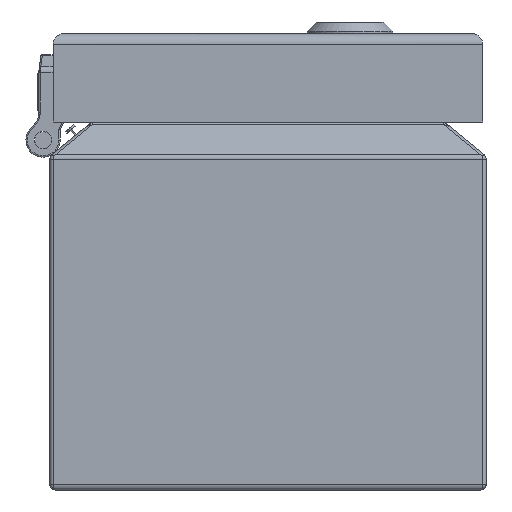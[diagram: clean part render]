
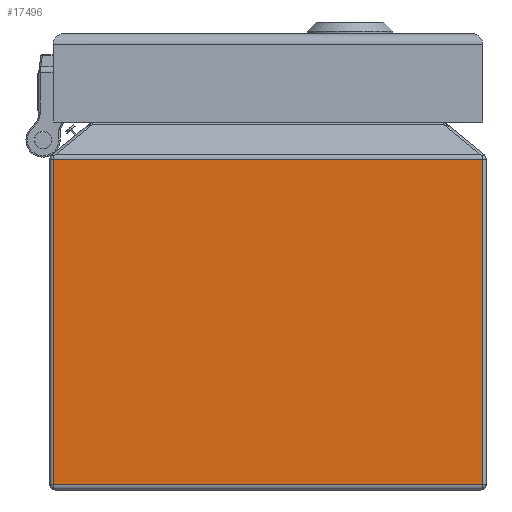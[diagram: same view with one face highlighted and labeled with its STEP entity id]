
A CAD part, front view. The second image highlights one B-rep face of the part: STEP entity #17496.
In plain terms, the highlighted planar face has unit normal (0, -1, 0).
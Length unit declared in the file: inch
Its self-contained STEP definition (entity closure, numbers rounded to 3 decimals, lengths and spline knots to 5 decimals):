
#5114 = DIRECTION ( 'NONE',  ( 0., 0., -1. ) ) ;
#6430 = DIRECTION ( 'NONE',  ( -1., 0., 0. ) ) ;
#7540 = VERTEX_POINT ( 'NONE', #54024 ) ;
#8192 = VERTEX_POINT ( 'NONE', #22974 ) ;
#8311 = PLANE ( 'NONE',  #22412 ) ;
#12381 = EDGE_CURVE ( 'NONE', #60131, #8192, #21584, .T. ) ;
#13003 = DIRECTION ( 'NONE',  ( 0., 0., 1. ) ) ;
#15050 = ORIENTED_EDGE ( 'NONE', *, *, #41499, .T. ) ;
#17496 = ADVANCED_FACE ( 'NONE', ( #17695 ), #8311, .F. ) ;
#17695 = FACE_OUTER_BOUND ( 'NONE', #35748, .T. ) ;
#18593 = VECTOR ( 'NONE', #6430, 39.37008 ) ;
#20323 = DIRECTION ( 'NONE',  ( 1., 0., 0. ) ) ;
#21584 = LINE ( 'NONE', #62966, #56326 ) ;
#22412 = AXIS2_PLACEMENT_3D ( 'NONE', #44046, #64066, #13003 ) ;
#22974 = CARTESIAN_POINT ( 'NONE',  ( 1.97, -3., 0.05 ) ) ;
#24897 = CARTESIAN_POINT ( 'NONE',  ( -1.97, -3., 0.05 ) ) ;
#25489 = LINE ( 'NONE', #31188, #55741 ) ;
#25903 = LINE ( 'NONE', #56286, #54715 ) ;
#30927 = DIRECTION ( 'NONE',  ( 0., 0., -1. ) ) ;
#31188 = CARTESIAN_POINT ( 'NONE',  ( 1.97, -3., 3.05787 ) ) ;
#32473 = EDGE_CURVE ( 'NONE', #36619, #60131, #25903, .T. ) ;
#32581 = EDGE_CURVE ( 'NONE', #7540, #8192, #25489, .T. ) ;
#35748 = EDGE_LOOP ( 'NONE', ( #49370, #15050, #54142, #49824 ) ) ;
#36619 = VERTEX_POINT ( 'NONE', #53504 ) ;
#36815 = LINE ( 'NONE', #62845, #18593 ) ;
#41499 = EDGE_CURVE ( 'NONE', #7540, #36619, #36815, .T. ) ;
#44046 = CARTESIAN_POINT ( 'NONE',  ( -1.97, -3., 3.05787 ) ) ;
#49370 = ORIENTED_EDGE ( 'NONE', *, *, #32581, .F. ) ;
#49824 = ORIENTED_EDGE ( 'NONE', *, *, #12381, .T. ) ;
#53504 = CARTESIAN_POINT ( 'NONE',  ( -1.97, -3., 3.03429 ) ) ;
#54024 = CARTESIAN_POINT ( 'NONE',  ( 1.97, -3., 3.03429 ) ) ;
#54142 = ORIENTED_EDGE ( 'NONE', *, *, #32473, .T. ) ;
#54715 = VECTOR ( 'NONE', #30927, 39.37008 ) ;
#55741 = VECTOR ( 'NONE', #5114, 39.37008 ) ;
#56286 = CARTESIAN_POINT ( 'NONE',  ( -1.97, -3., 3.05787 ) ) ;
#56326 = VECTOR ( 'NONE', #20323, 39.37008 ) ;
#60131 = VERTEX_POINT ( 'NONE', #24897 ) ;
#62845 = CARTESIAN_POINT ( 'NONE',  ( -1.97, -3., 3.03429 ) ) ;
#62966 = CARTESIAN_POINT ( 'NONE',  ( -1.97, -3., 0.05 ) ) ;
#64066 = DIRECTION ( 'NONE',  ( 0., 1., 0. ) ) ;
